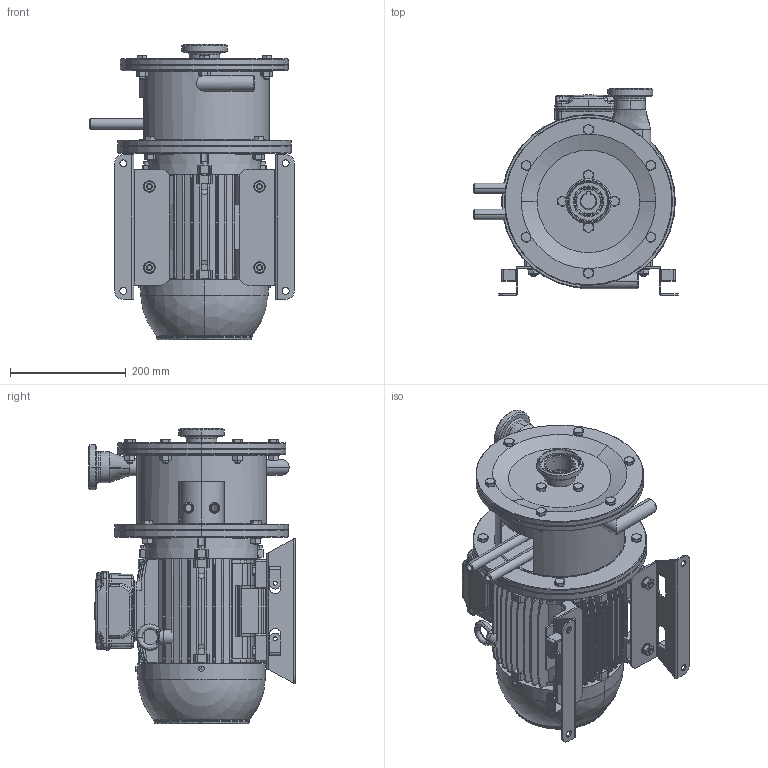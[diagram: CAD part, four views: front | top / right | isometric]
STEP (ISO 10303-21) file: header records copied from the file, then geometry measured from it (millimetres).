
FILE_DESCRIPTION (( 'STEP AP214' ), '1' );
FILE_NAME ('Ñáîðêà ÐÏÀ 15-5-7,5.STEP', '2018-07-25T10:18:43', ( 'ÌÅÊ' ), ( '' ), 'SwSTEP 2.0', 'SolidWorks 2016', '' );
FILE_SCHEMA (( 'AUTOMOTIVE_DESIGN' ));
Length unit declared in the file: millimetre
Products named in the file (13): Êðûøêà ÐÏÀ 15-5-7,5; Êîðïóñ íàñîñà ÐÏÀ 15-5-7,5; 112M (7,5êÂò); Ñáîðêà ÐÏÀ 15-5-7,5; Îòâîä Äó 50 (15-5-7,5); 砐鳱鍱 羼 50 (15-5-7,5); Ãàéêà; ﾘ琺矜; Áîëò Ì10 (ìàë); Áîëò Ì10 (äë); Øòóöåð ñëèâíîé ÐÏÀ 15-5-7,5; Ðàìà 112Ì (7,5êÂò); Ïàòðóáîê íàïîðíûé ÐÏÀ 15-5-7,5
Assembly tree (56 placements, depth 2):
  Ñáîðêà ÐÏÀ 15-5-7,5
    112M (7,5êÂò)
    Êîðïóñ íàñîñà ÐÏÀ 15-5-7,5
    Êðûøêà ÐÏÀ 15-5-7,5
    Ïàòðóáîê íàïîðíûé ÐÏÀ 15-5-7,5
    Ðàìà 112Ì (7,5êÂò)  x2
    Øòóöåð ñëèâíîé ÐÏÀ 15-5-7,5
    Áîëò Ì10 (äë)  x14
    Áîëò Ì10 (ìàë)  x4
    ﾘ琺矜  x15
    Ãàéêà  x14
    砐鳱鍱 羼 50 (15-5-7,5)
    Îòâîä Äó 50 (15-5-7,5)
Bounding box: 353 x 357 x 509.1 mm (x, y, z)
Volume: 14405852.9 mm3; surface area: 1523284.6 mm2
Topology: 54 solids, 63 shells, 3306 faces, 8120 edges, 5165 vertices
Faces by surface type: plane 1842, cylinder 585, cone 556, bspline 195, torus 112, sphere 16
Entity records: 89168 total; most frequent: CARTESIAN_POINT 28084, ORIENTED_EDGE 12664, DIRECTION 11445, EDGE_CURVE 6344, VERTEX_POINT 4111, VECTOR 4049, LINE 4049, AXIS2_PLACEMENT_3D 3698
